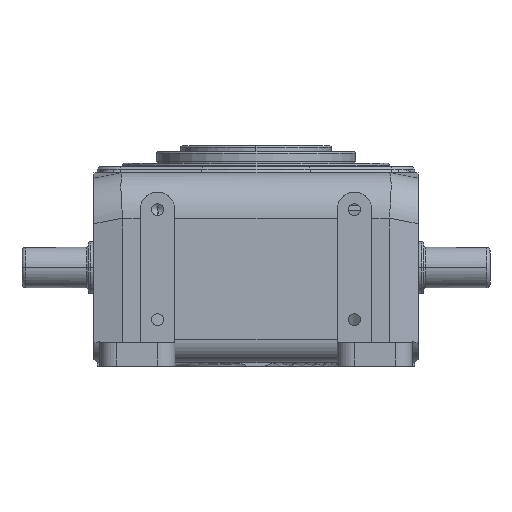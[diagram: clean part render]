
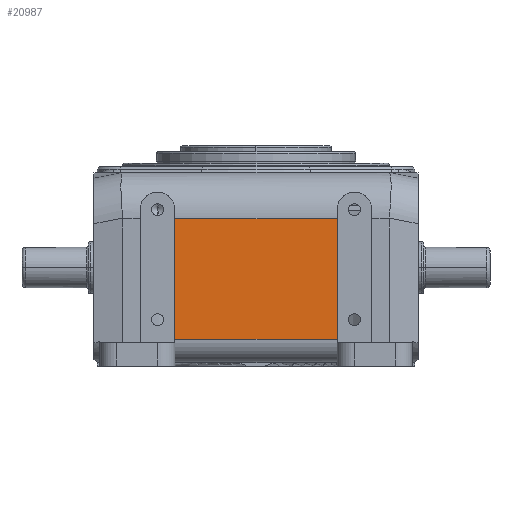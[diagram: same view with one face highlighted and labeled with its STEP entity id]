
A CAD part, front view. The second image highlights one B-rep face of the part: STEP entity #20987.
In plain terms, the highlighted planar face has unit normal (0, -1, 0).
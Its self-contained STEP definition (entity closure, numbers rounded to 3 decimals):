
#1184 = EDGE_CURVE ( 'NONE', #5346, #5795, #14582, .T. ) ;
#1185 = EDGE_CURVE ( 'NONE', #5751, #5795, #14587, .T. ) ;
#1186 = EDGE_CURVE ( 'NONE', #5346, #5653, #14589, .T. ) ;
#2424 = CARTESIAN_POINT ( 'NONE',  ( -70., -235., 172. ) ) ;
#3966 = EDGE_LOOP ( 'NONE', ( #5322, #5671, #5190, #5513 ) ) ;
#5190 = ORIENTED_EDGE ( 'NONE', *, *, #1185, .F. ) ;
#5322 = ORIENTED_EDGE ( 'NONE', *, *, #1186, .F. ) ;
#5346 = VERTEX_POINT ( 'NONE', #9966 ) ;
#5513 = ORIENTED_EDGE ( 'NONE', *, *, #28891, .T. ) ;
#5653 = VERTEX_POINT ( 'NONE', #10285 ) ;
#5671 = ORIENTED_EDGE ( 'NONE', *, *, #1184, .T. ) ;
#5751 = VERTEX_POINT ( 'NONE', #27782 ) ;
#5795 = VERTEX_POINT ( 'NONE', #27814 ) ;
#7449 = CARTESIAN_POINT ( 'NONE',  ( 70., -235., 23. ) ) ;
#7450 = CARTESIAN_POINT ( 'NONE',  ( 70., -235., 172. ) ) ;
#7454 = DIRECTION ( 'NONE',  ( 1., 0., 0. ) ) ;
#7455 = DIRECTION ( 'NONE',  ( 0., 0., -1. ) ) ;
#9966 = CARTESIAN_POINT ( 'NONE',  ( -70., -235., 23. ) ) ;
#10285 = CARTESIAN_POINT ( 'NONE',  ( -70., -235., 127. ) ) ;
#14582 = LINE ( 'NONE', #7449, #14590 ) ;
#14587 = LINE ( 'NONE', #7450, #14592 ) ;
#14589 = LINE ( 'NONE', #2424, #14594 ) ;
#14590 = VECTOR ( 'NONE', #7454, 1000. ) ;
#14592 = VECTOR ( 'NONE', #7455, 1000. ) ;
#14594 = VECTOR ( 'NONE', #27245, 1000. ) ;
#16130 = LINE ( 'NONE', #30551, #16132 ) ;
#16132 = VECTOR ( 'NONE', #30553, 1000. ) ;
#18210 = AXIS2_PLACEMENT_3D ( 'NONE', #20509, #20518, #20519 ) ;
#20509 = CARTESIAN_POINT ( 'NONE',  ( -137., -235., 172. ) ) ;
#20516 = PLANE ( 'NONE',  #18210 ) ;
#20518 = DIRECTION ( 'NONE',  ( 0., 1., 0. ) ) ;
#20519 = DIRECTION ( 'NONE',  ( 0., 0., 1. ) ) ;
#20987 = ADVANCED_FACE ( 'NONE', ( #27088 ), #20516, .F. ) ;
#27088 = FACE_OUTER_BOUND ( 'NONE', #3966, .T. ) ;
#27245 = DIRECTION ( 'NONE',  ( 0., 0., 1. ) ) ;
#27782 = CARTESIAN_POINT ( 'NONE',  ( 70., -235., 127. ) ) ;
#27814 = CARTESIAN_POINT ( 'NONE',  ( 70., -235., 23. ) ) ;
#28891 = EDGE_CURVE ( 'NONE', #5751, #5653, #16130, .T. ) ;
#30551 = CARTESIAN_POINT ( 'NONE',  ( -58.009, -235., 127. ) ) ;
#30553 = DIRECTION ( 'NONE',  ( -1., 0., 0. ) ) ;
